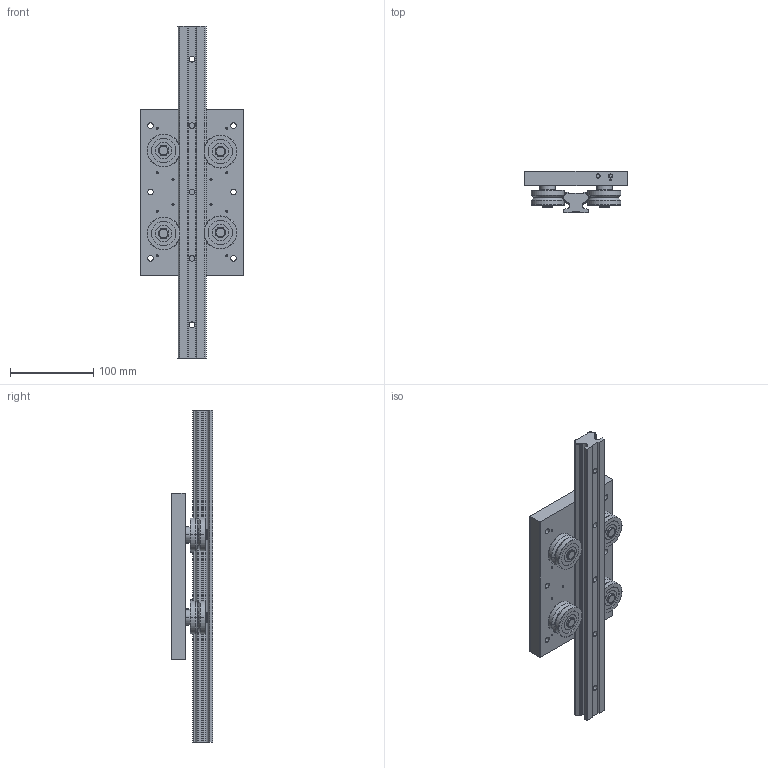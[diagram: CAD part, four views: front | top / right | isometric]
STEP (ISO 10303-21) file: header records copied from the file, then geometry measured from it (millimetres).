
FILE_DESCRIPTION (( 'STEP AP203' ), '1' );
FILE_NAME ('IVT_0933984312.step', '2021-06-02T00:52:31', ( 'localadmin' ), ( 'BOXX Technologies, Inc.' ), 'SwSTEP 2.0', 'SolidWorks 2019', '' );
FILE_SCHEMA (( 'CONFIG_CONTROL_DESIGN' ));
Length unit declared in the file: inch
Products named in the file (5): ocWkHMRb1I_CADModel_0; ocWkHMRb1I_CADModel_1; IVT_0933984312
Assembly tree (2 placements, depth 2):
  ocWkHMRb1I_CADModel_1
  IVT_0933984312
    ocWkHMRb1I_CADModel_1
    ocWkHMRb1I_CADModel_0
  ocWkHMRb1I_CADModel_0
Bounding box: 125 x 50 x 400 mm (x, y, z)
Volume: 740362.3 mm3; surface area: 188833 mm2
Topology: 24 solids, 24 shells, 660 faces, 1491 edges, 906 vertices
Faces by surface type: cylinder 245, plane 179, cone 140, torus 96
Entity records: 19190 total; most frequent: DIRECTION 3557, CARTESIAN_POINT 3429, ORIENTED_EDGE 2918, AXIS2_PLACEMENT_3D 1460, EDGE_CURVE 1459, VERTEX_POINT 906, CIRCLE 794, EDGE_LOOP 777
